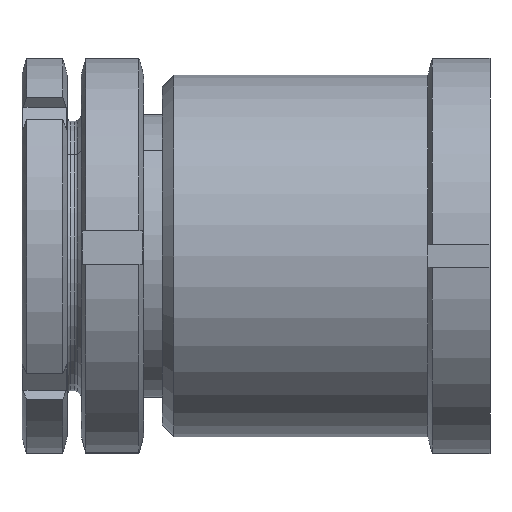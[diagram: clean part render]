
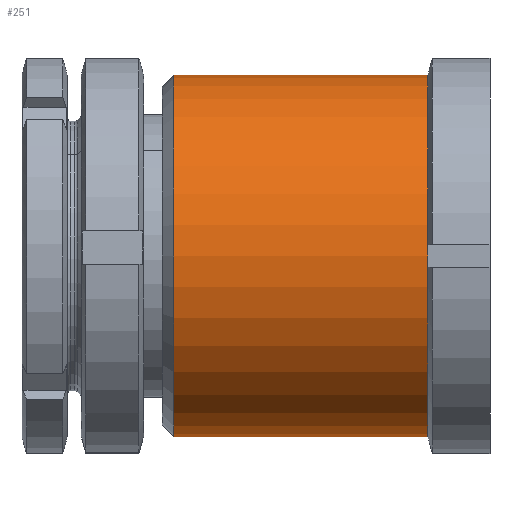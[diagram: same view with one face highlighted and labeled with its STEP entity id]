
A CAD part, left-side view. The second image highlights one B-rep face of the part: STEP entity #251.
In plain terms, the highlighted cylindrical face has radius 32 mm (diameter 64 mm), a partial arc.
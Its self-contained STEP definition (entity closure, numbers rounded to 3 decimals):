
#99 = CYLINDRICAL_SURFACE ( 'NONE', #2224, 32. ) ;
#251 = ADVANCED_FACE ( 'NONE', ( #3820 ), #99, .T. ) ;
#259 = ORIENTED_EDGE ( 'NONE', *, *, #2527, .T. ) ;
#398 = CARTESIAN_POINT ( 'NONE',  ( 0., -47., 0. ) ) ;
#469 = CARTESIAN_POINT ( 'NONE',  ( 0., -2.1, 32. ) ) ;
#581 = EDGE_CURVE ( 'NONE', #1676, #1137, #2414, .T. ) ;
#655 = LINE ( 'NONE', #1543, #2035 ) ;
#722 = CARTESIAN_POINT ( 'NONE',  ( 0., -47., 32. ) ) ;
#877 = EDGE_CURVE ( 'NONE', #2024, #1024, #1858, .T. ) ;
#934 = CARTESIAN_POINT ( 'NONE',  ( 0., -2.1, 0. ) ) ;
#980 = DIRECTION ( 'NONE',  ( 0., 0., 1. ) ) ;
#991 = DIRECTION ( 'NONE',  ( 0., 1., 0. ) ) ;
#1024 = VERTEX_POINT ( 'NONE', #2787 ) ;
#1137 = VERTEX_POINT ( 'NONE', #722 ) ;
#1216 = CARTESIAN_POINT ( 'NONE',  ( 0., -47., -32. ) ) ;
#1246 = EDGE_LOOP ( 'NONE', ( #1976, #259, #3816, #1972, #3812 ) ) ;
#1296 = DIRECTION ( 'NONE',  ( 0., 1., 0. ) ) ;
#1411 = EDGE_CURVE ( 'NONE', #3586, #1024, #655, .T. ) ;
#1478 = DIRECTION ( 'NONE',  ( 0., -1., 0. ) ) ;
#1543 = CARTESIAN_POINT ( 'NONE',  ( 0., 10.447, -32. ) ) ;
#1676 = VERTEX_POINT ( 'NONE', #3519 ) ;
#1804 = EDGE_CURVE ( 'NONE', #1137, #2024, #3732, .T. ) ;
#1836 = DIRECTION ( 'NONE',  ( 0., 1., 0. ) ) ;
#1858 = CIRCLE ( 'NONE', #3070, 32. ) ;
#1972 = ORIENTED_EDGE ( 'NONE', *, *, #1804, .T. ) ;
#1976 = ORIENTED_EDGE ( 'NONE', *, *, #1411, .F. ) ;
#2024 = VERTEX_POINT ( 'NONE', #469 ) ;
#2035 = VECTOR ( 'NONE', #1836, 1000. ) ;
#2065 = CARTESIAN_POINT ( 'NONE',  ( 0., 10.447, 32. ) ) ;
#2161 = CARTESIAN_POINT ( 'NONE',  ( 0., 10.447, 0. ) ) ;
#2198 = DIRECTION ( 'NONE',  ( 0., 1., 0. ) ) ;
#2224 = AXIS2_PLACEMENT_3D ( 'NONE', #2161, #1296, #2767 ) ;
#2408 = VECTOR ( 'NONE', #3626, 1000. ) ;
#2413 = DIRECTION ( 'NONE',  ( 0., 0., -1. ) ) ;
#2414 = CIRCLE ( 'NONE', #3165, 32. ) ;
#2521 = CARTESIAN_POINT ( 'NONE',  ( 0., -47., 0. ) ) ;
#2527 = EDGE_CURVE ( 'NONE', #3586, #1676, #2967, .T. ) ;
#2767 = DIRECTION ( 'NONE',  ( 0., 0., 1. ) ) ;
#2787 = CARTESIAN_POINT ( 'NONE',  ( 0., -2.1, -32. ) ) ;
#2815 = DIRECTION ( 'NONE',  ( 0., 0., 1. ) ) ;
#2967 = CIRCLE ( 'NONE', #3164, 32. ) ;
#3070 = AXIS2_PLACEMENT_3D ( 'NONE', #934, #1478, #2413 ) ;
#3164 = AXIS2_PLACEMENT_3D ( 'NONE', #398, #991, #980 ) ;
#3165 = AXIS2_PLACEMENT_3D ( 'NONE', #2521, #2198, #2815 ) ;
#3519 = CARTESIAN_POINT ( 'NONE',  ( -32., -47., 0. ) ) ;
#3586 = VERTEX_POINT ( 'NONE', #1216 ) ;
#3626 = DIRECTION ( 'NONE',  ( 0., 1., 0. ) ) ;
#3732 = LINE ( 'NONE', #2065, #2408 ) ;
#3812 = ORIENTED_EDGE ( 'NONE', *, *, #877, .T. ) ;
#3816 = ORIENTED_EDGE ( 'NONE', *, *, #581, .T. ) ;
#3820 = FACE_OUTER_BOUND ( 'NONE', #1246, .T. ) ;
